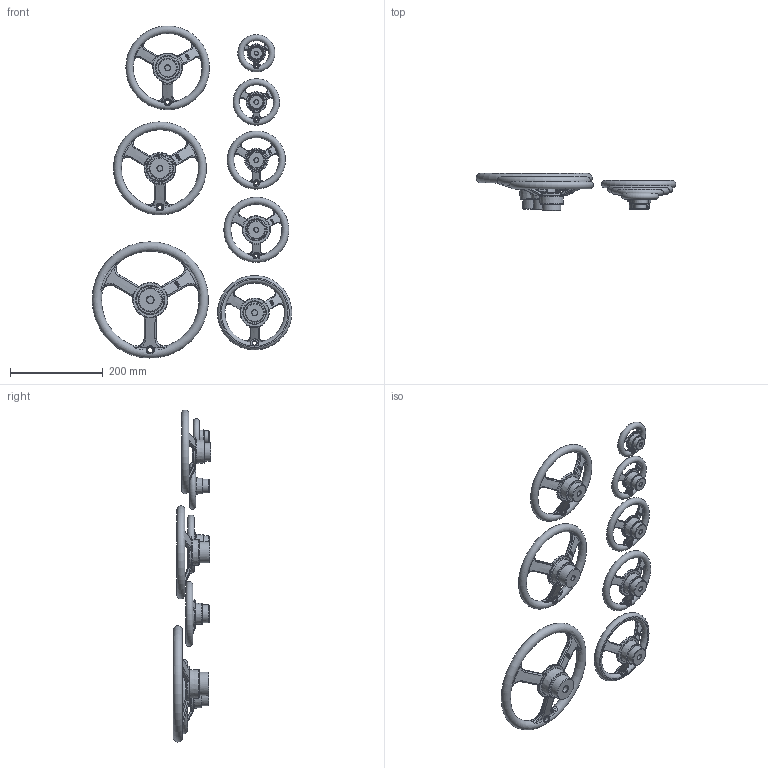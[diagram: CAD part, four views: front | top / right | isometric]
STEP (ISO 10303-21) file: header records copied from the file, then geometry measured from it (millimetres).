
FILE_DESCRIPTION(/* description */ (''),/* implementation_level */ '2;1');
FILE_NAME(/* name */ 'SCH_M.stp',/* time_stamp */ '2023-01-18T11:58:31+09:00',/* author */ ('user'),/* organization */ (''),/* preprocessor_version */ 'ST-DEVELOPER v15.6',/* originating_system */ 'Autodesk Inventor 2015',/* authorisation */ '');
FILE_SCHEMA (('AUTOMOTIVE_DESIGN { 1 0 10303 214 3 1 1 }'));
Products named in the file (9): SCH-80_표준; SCH-100_표준; SCH-125_표준; SCH-140_표준; SCH-160_표준; SCH-180_표준; SCH-200_표준; SCH-250_표준; SCH_M
Bounding box: 429.59 x 80.88 x 714.44 mm (x, y, z)
Volume: 1421980.3 mm3; surface area: 315089.7 mm2
Topology: 8 solids, 8 shells, 2488 faces, 6539 edges, 4110 vertices
Faces by surface type: bspline 1032, plane 935, torus 228, cylinder 155, cone 126, sphere 12
Full cylindrical faces by diameter (mm): 5 x2, 6.8 x2, 8 x1, 8.5 x3, 10 x3, 11.2 x1, 12 x3, 15 x1, 27 x1, 28 x1, 30 x1, 31 x1, 35 x1, 38 x1, 40 x3, 42 x2, 45 x1, 50 x1
Entity records: 178652 total; most frequent: CARTESIAN_POINT 127931, ORIENTED_EDGE 12782, DIRECTION 7534, EDGE_CURVE 6391, VERTEX_POINT 4066, AXIS2_PLACEMENT_3D 3130, B_SPLINE_CURVE_WITH_KNOTS 2986, EDGE_LOOP 2685
